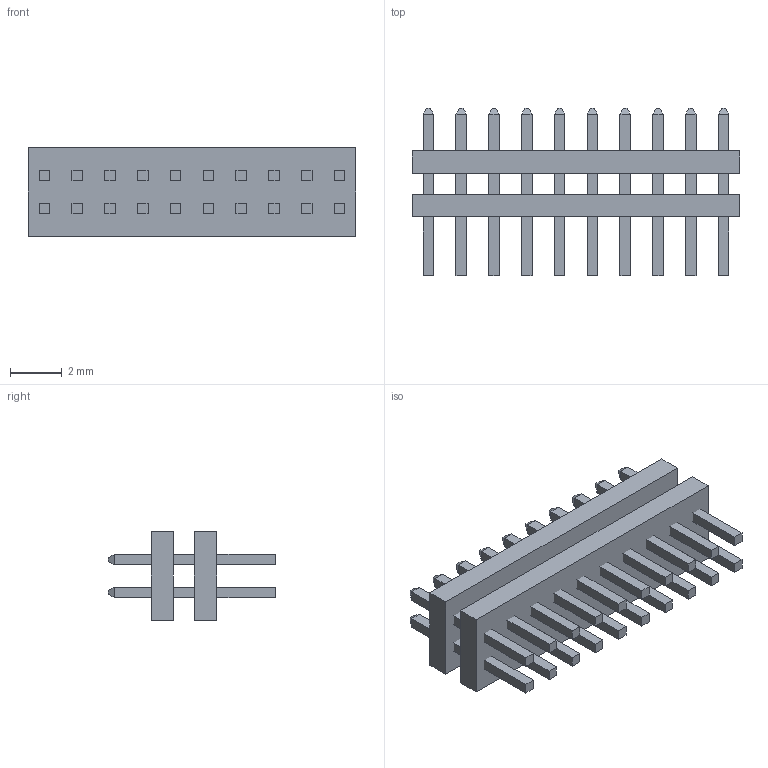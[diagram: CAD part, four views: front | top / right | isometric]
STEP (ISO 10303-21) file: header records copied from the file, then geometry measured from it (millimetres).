
FILE_DESCRIPTION(/* description */ ('STEP AP214'),/* implementation_level */ '2;1');
FILE_NAME(/* name */ 'FW-10-04-G-D-100-065',/* time_stamp */ '2024-07-16T21:52:18+02:00',/* author */ ('License CC BY-ND 4.0'),/* organization */ ('CADENAS'),/* preprocessor_version */ 'ST-DEVELOPER v19.3',/* originating_system */ 'PARTsolutions',/* authorisation */ ' ');
FILE_SCHEMA (('AUTOMOTIVE_DESIGN {1 0 10303 214 3 1 1}'));
Length unit declared in the file: inch
Products named in the file (5): FW-10-04-G-D-100-065; FW-10-04-G-D-100-065_bottom_body; FW-10-04-G-D-100-065_pins1; FW-10-04-G-D-100-100_pins2; FW-10-04-G-D-100-065_top_body
Assembly tree (4 placements, depth 2):
  FW-10-04-G-D-100-065
    FW-10-04-G-D-100-065_bottom_body
    FW-10-04-G-D-100-065_pins1
    FW-10-04-G-D-100-100_pins2
    FW-10-04-G-D-100-065_top_body
Bounding box: 12.7 x 6.48 x 3.43 mm (x, y, z)
Volume: 105 mm3; surface area: 517.2 mm2
Topology: 4 solids, 4 shells, 256 faces, 664 edges, 416 vertices
Faces by surface type: plane 256
Entity records: 7678 total; most frequent: CARTESIAN_POINT 1341, ORIENTED_EDGE 1328, DIRECTION 1186, EDGE_CURVE 664, LINE 664, VECTOR 664, VERTEX_POINT 416, AXIS2_PLACEMENT_3D 261
